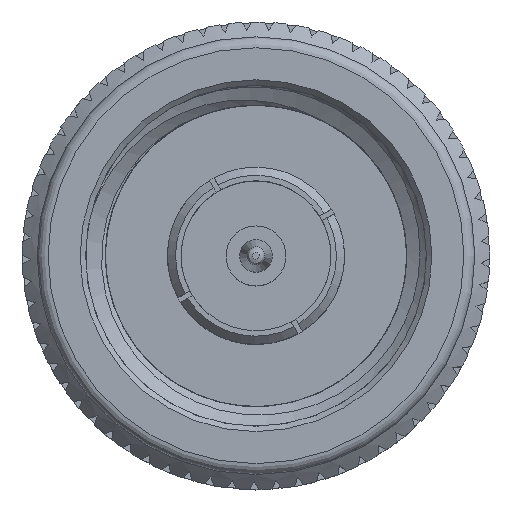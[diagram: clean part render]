
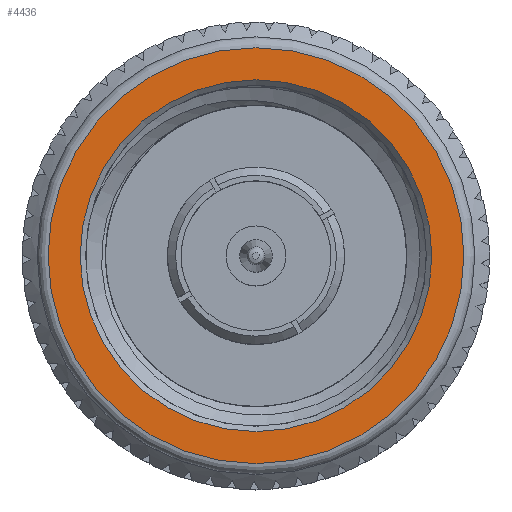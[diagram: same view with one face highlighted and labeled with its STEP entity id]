
A CAD part, top view. The second image highlights one B-rep face of the part: STEP entity #4436.
In plain terms, the highlighted face is planar.
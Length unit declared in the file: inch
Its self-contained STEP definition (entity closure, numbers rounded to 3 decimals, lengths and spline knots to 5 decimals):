
#793 = PLANE ( 'NONE',  #947 ) ;
#947 = AXIS2_PLACEMENT_3D ( 'NONE', #6256, #17243, #15705 ) ;
#1078 = AXIS2_PLACEMENT_3D ( 'NONE', #2068, #13346, #7787 ) ;
#1431 = EDGE_CURVE ( 'NONE', #9317, #9317, #1936, .T. ) ;
#1850 = CARTESIAN_POINT ( 'NONE',  ( 0., 1.24409, 0. ) ) ;
#1936 = CIRCLE ( 'NONE', #1078, 0.3225 ) ;
#2068 = CARTESIAN_POINT ( 'NONE',  ( 0., 1.24409, 0. ) ) ;
#3208 = CIRCLE ( 'NONE', #14087, 0.38127 ) ;
#3295 = DIRECTION ( 'NONE',  ( 0., 1., 0. ) ) ;
#3436 = ORIENTED_EDGE ( 'NONE', *, *, #1431, .T. ) ;
#4436 = ADVANCED_FACE ( 'NONE', ( #13069, #11727 ), #793, .T. ) ;
#5950 = EDGE_CURVE ( 'NONE', #11195, #11195, #3208, .T. ) ;
#6256 = CARTESIAN_POINT ( 'NONE',  ( 0.38809, 1.24409, 0. ) ) ;
#6656 = EDGE_LOOP ( 'NONE', ( #3436 ) ) ;
#7176 = ORIENTED_EDGE ( 'NONE', *, *, #5950, .T. ) ;
#7303 = DIRECTION ( 'NONE',  ( 0., 0., 1. ) ) ;
#7787 = DIRECTION ( 'NONE',  ( -1., 0., 0. ) ) ;
#9317 = VERTEX_POINT ( 'NONE', #12184 ) ;
#11195 = VERTEX_POINT ( 'NONE', #15243 ) ;
#11457 = EDGE_LOOP ( 'NONE', ( #7176 ) ) ;
#11727 = FACE_BOUND ( 'NONE', #6656, .T. ) ;
#12184 = CARTESIAN_POINT ( 'NONE',  ( -0.3225, 1.24409, 0. ) ) ;
#13069 = FACE_OUTER_BOUND ( 'NONE', #11457, .T. ) ;
#13346 = DIRECTION ( 'NONE',  ( 0., -1., 0. ) ) ;
#14087 = AXIS2_PLACEMENT_3D ( 'NONE', #1850, #3295, #7303 ) ;
#15243 = CARTESIAN_POINT ( 'NONE',  ( 0., 1.24409, 0.38127 ) ) ;
#15705 = DIRECTION ( 'NONE',  ( -1., 0., 0. ) ) ;
#17243 = DIRECTION ( 'NONE',  ( 0., 1., 0. ) ) ;
